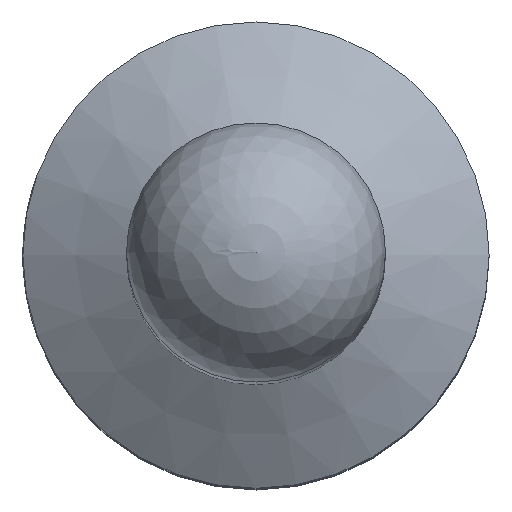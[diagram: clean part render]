
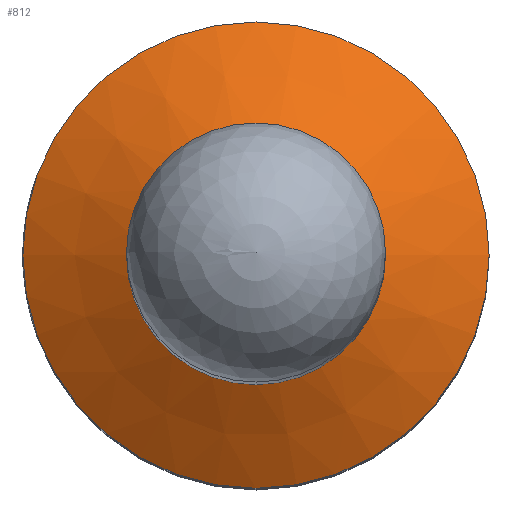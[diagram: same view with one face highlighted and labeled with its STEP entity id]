
A CAD part, top view. The second image highlights one B-rep face of the part: STEP entity #812.
In plain terms, the highlighted conical face has half-angle 60 degrees and reference radius 1.35 mm.
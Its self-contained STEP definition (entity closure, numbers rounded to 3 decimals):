
#807=CONICAL_SURFACE('',#3336,1.35,60.);
#812=ADVANCED_FACE('',(#995,#996),#807,.T.);
#995=FACE_BOUND('',#1047,.T.);
#996=FACE_BOUND('',#1048,.T.);
#1047=EDGE_LOOP('',(#1250));
#1048=EDGE_LOOP('',(#1251));
#1250=ORIENTED_EDGE('',*,*,#1986,.T.);
#1251=ORIENTED_EDGE('',*,*,#1974,.T.);
#1784=VERTEX_POINT('',#4555);
#1796=VERTEX_POINT('',#4676);
#1974=EDGE_CURVE('',#1784,#1784,#2260,.T.);
#1986=EDGE_CURVE('',#1796,#1796,#2263,.T.);
#2260=CIRCLE('',#3331,2.25);
#2263=CIRCLE('',#3335,1.25);
#3331=AXIS2_PLACEMENT_3D('',#4554,#3687,#3688);
#3335=AXIS2_PLACEMENT_3D('',#4675,#3700,#3701);
#3336=AXIS2_PLACEMENT_3D('',#4677,#3702,#3703);
#3687=DIRECTION('',(0.,0.,1.));
#3688=DIRECTION('',(-1.,0.,0.));
#3700=DIRECTION('',(0.,0.,-1.));
#3701=DIRECTION('',(-1.,0.,0.));
#3702=DIRECTION('',(0.,0.,-1.));
#3703=DIRECTION('',(-1.,0.,0.));
#4554=CARTESIAN_POINT('',(0.,0.,9.323));
#4555=CARTESIAN_POINT('',(-2.25,0.,9.323));
#4675=CARTESIAN_POINT('',(0.,0.,9.9));
#4676=CARTESIAN_POINT('',(-1.25,0.,9.9));
#4677=CARTESIAN_POINT('',(0.,0.,9.842));
